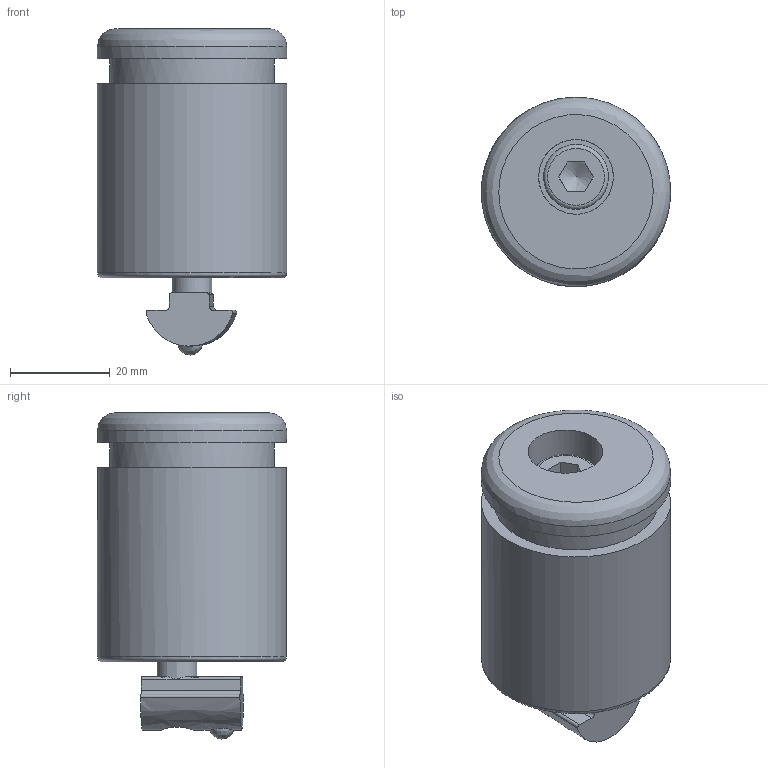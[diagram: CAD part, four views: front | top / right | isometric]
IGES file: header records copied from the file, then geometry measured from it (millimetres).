
Global section: file name: SZ8042S; native system: Autodesk Inventor 2015; preprocessor: unknown; author: Marina Kaa; date: 20151117.114940; units: millimetre
Bounding box: 38 x 37.98 x 65.5 mm (x, y, z)
Volume: 55524.4 mm3; surface area: 13039.5 mm2
Topology: 2 solids, 2 shells, 51 faces, 131 edges, 90 vertices
Faces by surface type: bspline 51
